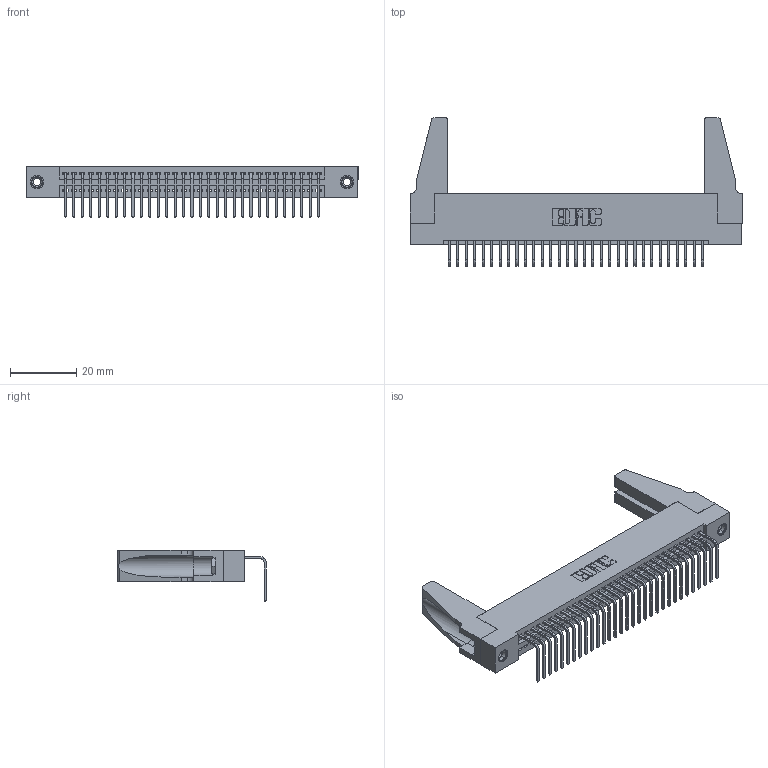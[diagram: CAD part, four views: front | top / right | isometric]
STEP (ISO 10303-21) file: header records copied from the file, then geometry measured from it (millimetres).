
FILE_DESCRIPTION (( 'STEP AP203' ), '1' );
FILE_NAME ('345-031-558-188.STEP', '2019-10-10T14:24:14', ( '' ), ( '' ), 'SwSTEP 2.0', 'SolidWorks 2016', '' );
FILE_SCHEMA (( 'CONFIG_CONTROL_DESIGN' ));
Length unit declared in the file: inch
Products named in the file (5): 345-292-001_558 Tail - 2; 345-250-001_345-250-001-102; 345-220-078_345-220-088; 345-031-558-188; 345 Part_Flush Mounting Lugs - 0.156 Dia-TH
Assembly tree (36 placements, depth 2):
  345-031-558-188
    345 Part_Flush Mounting Lugs - 0.156 Dia-TH
    345-292-001_558 Tail - 2  x31
    345-250-001_345-250-001-102  x2
    345-220-078_345-220-088  x2
Bounding box: 99.97 x 44.69 x 15.37 mm (x, y, z)
Volume: 12761.3 mm3; surface area: 16223.1 mm2
Topology: 36 solids, 36 shells, 2110 faces, 6297 edges, 4146 vertices
Faces by surface type: plane 1454, cylinder 640, cone 12, torus 4
Entity records: 27044 total; most frequent: CARTESIAN_POINT 4675, ORIENTED_EDGE 4600, DIRECTION 4106, EDGE_CURVE 2300, LINE 2002, VECTOR 2002, VERTEX_POINT 1526, AXIS2_PLACEMENT_3D 1052
